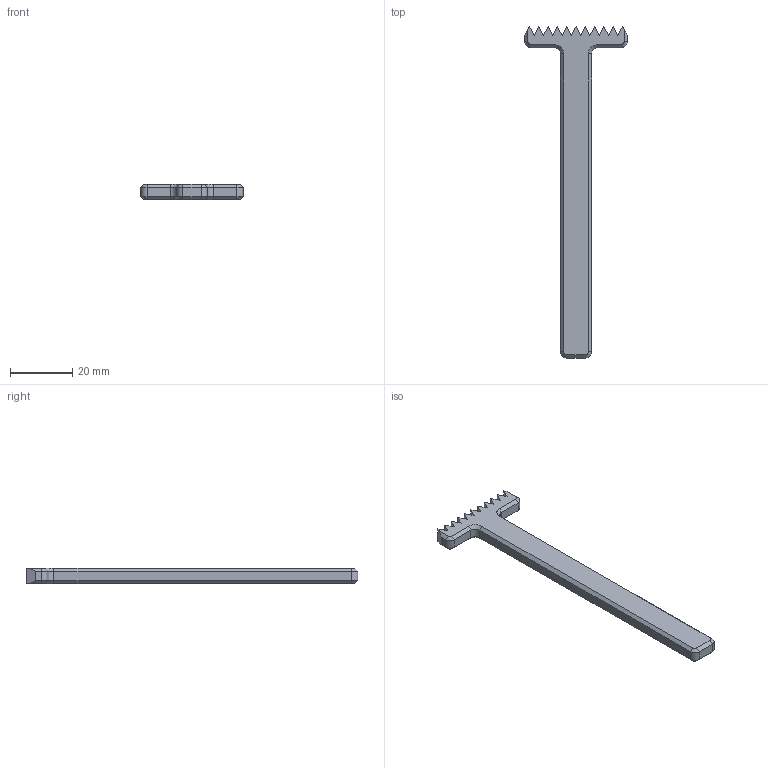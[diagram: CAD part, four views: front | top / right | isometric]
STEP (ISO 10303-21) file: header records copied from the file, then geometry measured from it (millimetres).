
FILE_DESCRIPTION(/* description */ (''),/* implementation_level */ '2;1');
FILE_NAME(/* name */ 'rake 2.step',/* time_stamp */ '2025-05-26T11:01:44+09:00',/* author */ (''),/* organization */ (''),/* preprocessor_version */ 'ST-DEVELOPER v20.1',/* originating_system */ 'Autodesk Translation Framework v14.10.0.0',/* authorisation */ '');
FILE_SCHEMA (('AUTOMOTIVE_DESIGN { 1 0 10303 214 3 1 1 }'));
Length unit declared in the file: millimetre
Products named in the file (2): Chladni Plate Holder; rake 2
Assembly tree (1 placements, depth 2):
  Chladni Plate Holder
    rake 2
Bounding box: 33 x 107 x 5 mm (x, y, z)
Volume: 5662.8 mm3; surface area: 3627.3 mm2
Topology: 1 solids, 1 shells, 63 faces, 159 edges, 98 vertices
Faces by surface type: plane 45, cone 12, cylinder 6
Entity records: 1898 total; most frequent: CARTESIAN_POINT 323, ORIENTED_EDGE 318, DIRECTION 315, EDGE_CURVE 159, LINE 135, VECTOR 135, VERTEX_POINT 98, AXIS2_PLACEMENT_3D 90
